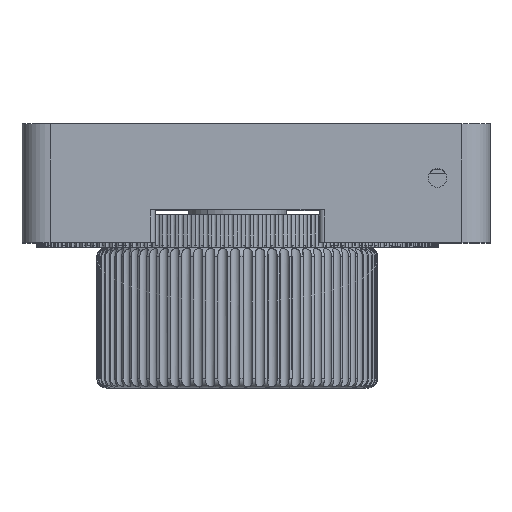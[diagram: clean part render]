
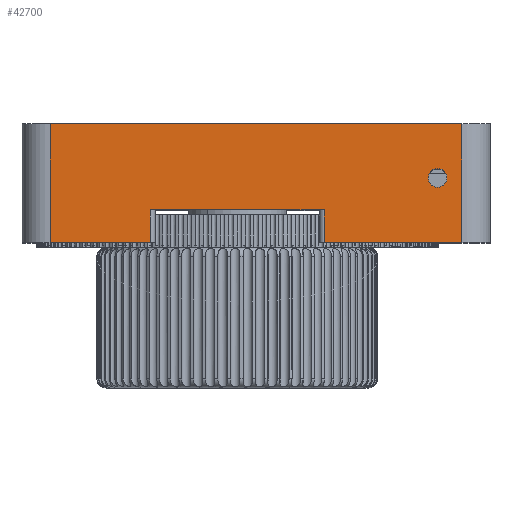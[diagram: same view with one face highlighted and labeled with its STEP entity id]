
A CAD part, top view. The second image highlights one B-rep face of the part: STEP entity #42700.
In plain terms, the highlighted planar face has unit normal (0, 0, 1).
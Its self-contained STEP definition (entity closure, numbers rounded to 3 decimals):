
#72 = LINE ( 'NONE', #56041, #22860 ) ;
#1010 = ORIENTED_EDGE ( 'NONE', *, *, #49436, .T. ) ;
#3227 = FACE_OUTER_BOUND ( 'NONE', #53922, .T. ) ;
#4110 = DIRECTION ( 'NONE',  ( 1., 0., 0. ) ) ;
#4783 = VECTOR ( 'NONE', #12795, 1000. ) ;
#6435 = CARTESIAN_POINT ( 'NONE',  ( 9.274, 0.5, 21. ) ) ;
#8726 = CARTESIAN_POINT ( 'NONE',  ( 9.274, 0.5, 21. ) ) ;
#9095 = PLANE ( 'NONE',  #76892 ) ;
#9502 = CARTESIAN_POINT ( 'NONE',  ( -23., 0.5, 21. ) ) ;
#9558 = DIRECTION ( 'NONE',  ( 0., 0., -1. ) ) ;
#9579 = VECTOR ( 'NONE', #72399, 1000. ) ;
#9694 = DIRECTION ( 'NONE',  ( -1., 0., 0. ) ) ;
#10255 = VERTEX_POINT ( 'NONE', #14962 ) ;
#11725 = VERTEX_POINT ( 'NONE', #38087 ) ;
#12795 = DIRECTION ( 'NONE',  ( -1., 0., 0. ) ) ;
#14524 = DIRECTION ( 'NONE',  ( 1., 0., 0. ) ) ;
#14962 = CARTESIAN_POINT ( 'NONE',  ( 22.4, 7.42, 21. ) ) ;
#15188 = CARTESIAN_POINT ( 'NONE',  ( 24., 0.5, 21. ) ) ;
#15355 = FACE_BOUND ( 'NONE', #58937, .T. ) ;
#15667 = EDGE_CURVE ( 'NONE', #80908, #61868, #26673, .T. ) ;
#17518 = VECTOR ( 'NONE', #33958, 1000. ) ;
#22860 = VECTOR ( 'NONE', #25101, 1000. ) ;
#25101 = DIRECTION ( 'NONE',  ( 0., -1., 0. ) ) ;
#25614 = EDGE_CURVE ( 'NONE', #45141, #61868, #66895, .T. ) ;
#26673 = LINE ( 'NONE', #8726, #79152 ) ;
#27460 = ORIENTED_EDGE ( 'NONE', *, *, #50290, .T. ) ;
#29157 = EDGE_CURVE ( 'NONE', #29878, #10255, #38290, .T. ) ;
#29291 = CARTESIAN_POINT ( 'NONE',  ( -23., 0.5, 21. ) ) ;
#29878 = VERTEX_POINT ( 'NONE', #77991 ) ;
#33958 = DIRECTION ( 'NONE',  ( -1., 0., 0. ) ) ;
#35063 = ORIENTED_EDGE ( 'NONE', *, *, #80794, .T. ) ;
#38087 = CARTESIAN_POINT ( 'NONE',  ( -20., 13.2, 21. ) ) ;
#38290 = CIRCLE ( 'NONE', #46346, 1. ) ;
#39042 = VERTEX_POINT ( 'NONE', #42246 ) ;
#40460 = DIRECTION ( 'NONE',  ( 0., -1., 0. ) ) ;
#41133 = EDGE_CURVE ( 'NONE', #80908, #59669, #70388, .T. ) ;
#41802 = VECTOR ( 'NONE', #9694, 1000. ) ;
#42246 = CARTESIAN_POINT ( 'NONE',  ( -9.274, 0.5, 21. ) ) ;
#42700 = ADVANCED_FACE ( 'NONE', ( #15355, #3227 ), #9095, .F. ) ;
#43695 = VERTEX_POINT ( 'NONE', #67837 ) ;
#43965 = VERTEX_POINT ( 'NONE', #49442 ) ;
#44771 = ORIENTED_EDGE ( 'NONE', *, *, #41133, .F. ) ;
#45141 = VERTEX_POINT ( 'NONE', #15188 ) ;
#45718 = DIRECTION ( 'NONE',  ( 0., 0., -1. ) ) ;
#46180 = EDGE_CURVE ( 'NONE', #39042, #43695, #65719, .T. ) ;
#46346 = AXIS2_PLACEMENT_3D ( 'NONE', #63301, #45718, #77048 ) ;
#47310 = VECTOR ( 'NONE', #67718, 1000. ) ;
#47736 = CARTESIAN_POINT ( 'NONE',  ( -23., 13.2, 21. ) ) ;
#48303 = CIRCLE ( 'NONE', #62970, 1. ) ;
#48358 = CARTESIAN_POINT ( 'NONE',  ( 21.4, 7.42, 21. ) ) ;
#48500 = CARTESIAN_POINT ( 'NONE',  ( -9.274, 0.5, 21. ) ) ;
#48707 = ORIENTED_EDGE ( 'NONE', *, *, #46180, .F. ) ;
#48956 = ORIENTED_EDGE ( 'NONE', *, *, #29157, .T. ) ;
#49378 = LINE ( 'NONE', #47736, #58599 ) ;
#49436 = EDGE_CURVE ( 'NONE', #45141, #43965, #59053, .T. ) ;
#49442 = CARTESIAN_POINT ( 'NONE',  ( 24., 13.2, 21. ) ) ;
#50290 = EDGE_CURVE ( 'NONE', #10255, #29878, #48303, .T. ) ;
#52848 = ORIENTED_EDGE ( 'NONE', *, *, #25614, .F. ) ;
#53146 = CARTESIAN_POINT ( 'NONE',  ( -23., 0.5, 21. ) ) ;
#53922 = EDGE_LOOP ( 'NONE', ( #44771, #63965, #52848, #1010, #66736, #35063, #48707, #58253 ) ) ;
#56041 = CARTESIAN_POINT ( 'NONE',  ( -20., 0.5, 21. ) ) ;
#58253 = ORIENTED_EDGE ( 'NONE', *, *, #72643, .T. ) ;
#58599 = VECTOR ( 'NONE', #73191, 1000. ) ;
#58937 = EDGE_LOOP ( 'NONE', ( #27460, #48956 ) ) ;
#59053 = LINE ( 'NONE', #71972, #9579 ) ;
#59669 = VERTEX_POINT ( 'NONE', #75090 ) ;
#61053 = LINE ( 'NONE', #48500, #47310 ) ;
#61868 = VERTEX_POINT ( 'NONE', #6435 ) ;
#62970 = AXIS2_PLACEMENT_3D ( 'NONE', #48358, #9558, #4110 ) ;
#63301 = CARTESIAN_POINT ( 'NONE',  ( 21.4, 7.42, 21. ) ) ;
#63965 = ORIENTED_EDGE ( 'NONE', *, *, #15667, .T. ) ;
#64158 = CARTESIAN_POINT ( 'NONE',  ( -23., 4., 21. ) ) ;
#65719 = LINE ( 'NONE', #53146, #17518 ) ;
#66736 = ORIENTED_EDGE ( 'NONE', *, *, #78676, .T. ) ;
#66895 = LINE ( 'NONE', #29291, #41802 ) ;
#67718 = DIRECTION ( 'NONE',  ( 0., 1., 0. ) ) ;
#67837 = CARTESIAN_POINT ( 'NONE',  ( -20., 0.5, 21. ) ) ;
#70388 = LINE ( 'NONE', #64158, #4783 ) ;
#71972 = CARTESIAN_POINT ( 'NONE',  ( 24., 0.5, 21. ) ) ;
#72399 = DIRECTION ( 'NONE',  ( 0., 1., 0. ) ) ;
#72643 = EDGE_CURVE ( 'NONE', #39042, #59669, #61053, .T. ) ;
#73191 = DIRECTION ( 'NONE',  ( -1., 0., 0. ) ) ;
#75090 = CARTESIAN_POINT ( 'NONE',  ( -9.274, 4., 21. ) ) ;
#76892 = AXIS2_PLACEMENT_3D ( 'NONE', #9502, #77983, #14524 ) ;
#77048 = DIRECTION ( 'NONE',  ( 1., 0., 0. ) ) ;
#77808 = CARTESIAN_POINT ( 'NONE',  ( 9.274, 4., 21. ) ) ;
#77983 = DIRECTION ( 'NONE',  ( 0., 0., -1. ) ) ;
#77991 = CARTESIAN_POINT ( 'NONE',  ( 20.4, 7.42, 21. ) ) ;
#78676 = EDGE_CURVE ( 'NONE', #43965, #11725, #49378, .T. ) ;
#79152 = VECTOR ( 'NONE', #40460, 1000. ) ;
#80794 = EDGE_CURVE ( 'NONE', #11725, #43695, #72, .T. ) ;
#80908 = VERTEX_POINT ( 'NONE', #77808 ) ;
